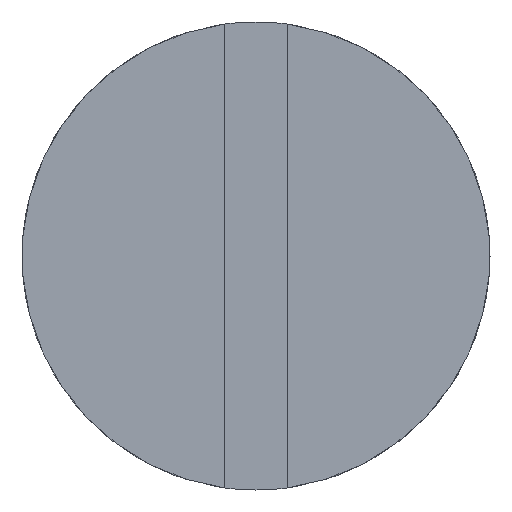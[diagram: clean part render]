
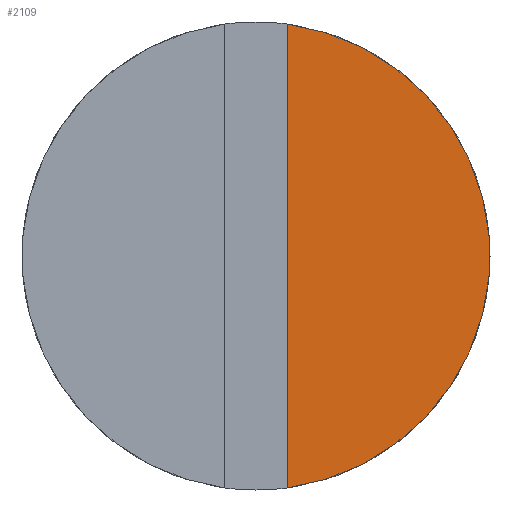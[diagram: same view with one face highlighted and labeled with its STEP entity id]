
A CAD part, left-side view. The second image highlights one B-rep face of the part: STEP entity #2109.
In plain terms, the highlighted planar face has unit normal (-1, 0, 0).
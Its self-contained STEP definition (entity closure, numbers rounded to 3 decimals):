
#512 = AXIS2_PLACEMENT_3D ( 'NONE', #2714, #2920, #1373 ) ;
#730 = CARTESIAN_POINT ( 'NONE',  ( 0., -0.6, 4.46 ) ) ;
#942 = CARTESIAN_POINT ( 'NONE',  ( 0., -0.6, -4.46 ) ) ;
#1373 = DIRECTION ( 'NONE',  ( 0., 0., 1. ) ) ;
#1421 = DIRECTION ( 'NONE',  ( 0., 0., -1. ) ) ;
#1461 = ORIENTED_EDGE ( 'NONE', *, *, #2678, .T. ) ;
#1749 = DIRECTION ( 'NONE',  ( 0., 0., -1. ) ) ;
#1815 = CARTESIAN_POINT ( 'NONE',  ( 0., 4.5, 0. ) ) ;
#2022 = PLANE ( 'NONE',  #2228 ) ;
#2058 = EDGE_LOOP ( 'NONE', ( #2419, #1461 ) ) ;
#2072 = FACE_OUTER_BOUND ( 'NONE', #2058, .T. ) ;
#2109 = ADVANCED_FACE ( 'NONE', ( #2072 ), #2022, .F. ) ;
#2228 = AXIS2_PLACEMENT_3D ( 'NONE', #1815, #2876, #1749 ) ;
#2419 = ORIENTED_EDGE ( 'NONE', *, *, #3167, .T. ) ;
#2516 = CARTESIAN_POINT ( 'NONE',  ( 0., -0.6, -4.5 ) ) ;
#2632 = CIRCLE ( 'NONE', #512, 4.5 ) ;
#2678 = EDGE_CURVE ( 'NONE', #3242, #3373, #2632, .T. ) ;
#2714 = CARTESIAN_POINT ( 'NONE',  ( 0., 0., 0. ) ) ;
#2876 = DIRECTION ( 'NONE',  ( 1., 0., 0. ) ) ;
#2920 = DIRECTION ( 'NONE',  ( -1., 0., 0. ) ) ;
#3070 = LINE ( 'NONE', #2516, #3289 ) ;
#3167 = EDGE_CURVE ( 'NONE', #3373, #3242, #3070, .T. ) ;
#3242 = VERTEX_POINT ( 'NONE', #942 ) ;
#3289 = VECTOR ( 'NONE', #1421, 1000. ) ;
#3373 = VERTEX_POINT ( 'NONE', #730 ) ;
